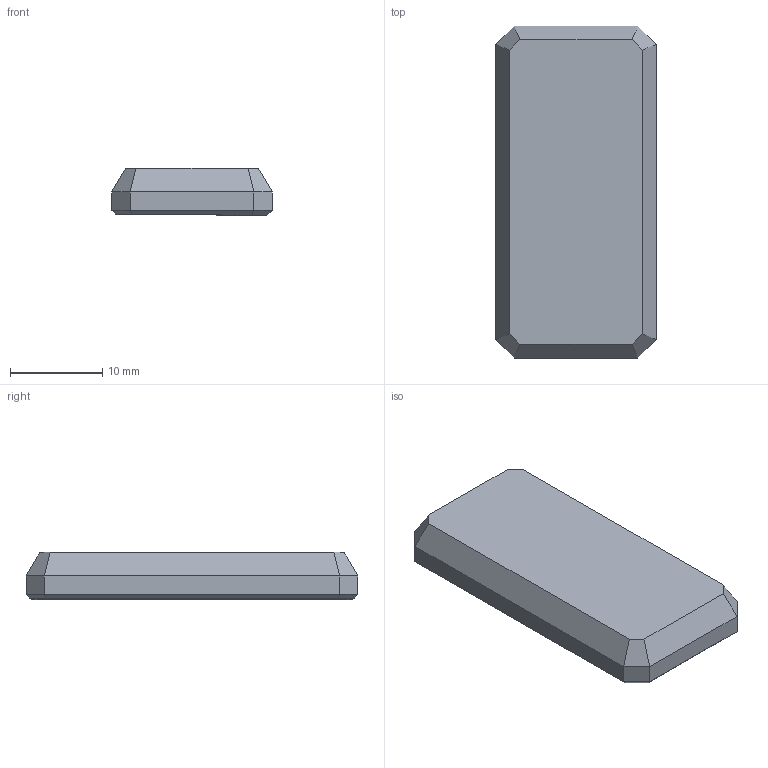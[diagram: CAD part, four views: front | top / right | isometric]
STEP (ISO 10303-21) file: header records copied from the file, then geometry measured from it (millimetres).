
FILE_DESCRIPTION(/* description */ (''),/* implementation_level */ '2;1');
FILE_NAME(/* name */ 'Magnet Clip Front-Rear v1.step',/* time_stamp */ '2024-08-20T20:51:03-05:00',/* author */ (''),/* organization */ (''),/* preprocessor_version */ 'ST-DEVELOPER v20',/* originating_system */ 'Autodesk Translation Framework v13.14.0.145',/* authorisation */ '');
FILE_SCHEMA (('AUTOMOTIVE_DESIGN { 1 0 10303 214 3 1 1 }'));
Length unit declared in the file: millimetre
Products named in the file (2): Magnet Clips; Clip_Top_v0-1
Assembly tree (1 placements, depth 2):
  Magnet Clips
    Clip_Top_v0-1
Bounding box: 17.4 x 36 x 5.2 mm (x, y, z)
Volume: 2742.1 mm3; surface area: 1724.4 mm2
Topology: 1 solids, 1 shells, 36 faces, 78 edges, 46 vertices
Faces by surface type: plane 32, cone 2, cylinder 2
Full cylindrical faces by diameter (mm): 6.3 x2
Entity records: 1004 total; most frequent: CARTESIAN_POINT 163, DIRECTION 162, ORIENTED_EDGE 156, EDGE_CURVE 78, LINE 72, VECTOR 72, VERTEX_POINT 46, AXIS2_PLACEMENT_3D 45
